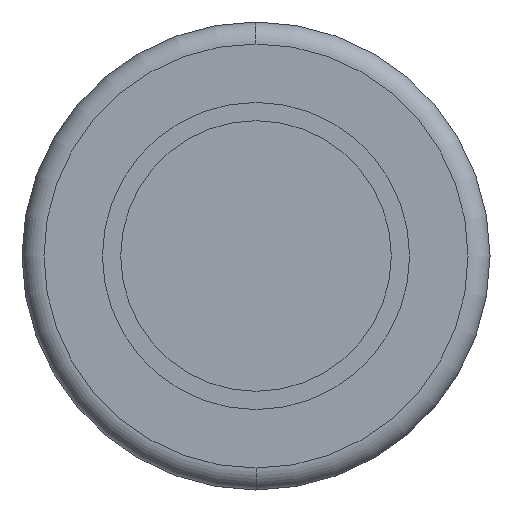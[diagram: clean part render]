
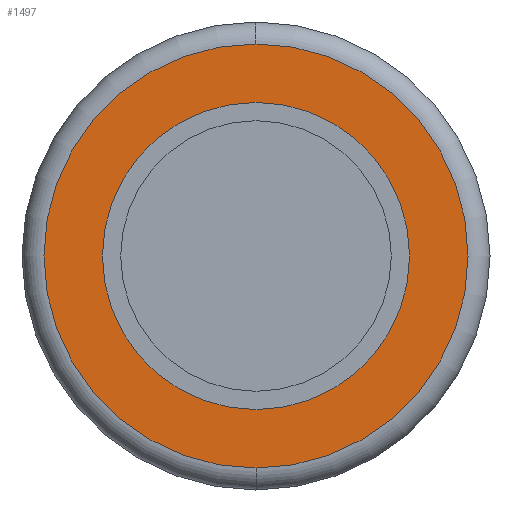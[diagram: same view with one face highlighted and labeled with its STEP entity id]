
A CAD part, left-side view. The second image highlights one B-rep face of the part: STEP entity #1497.
In plain terms, the highlighted planar face has unit normal (-1, 0, 0).
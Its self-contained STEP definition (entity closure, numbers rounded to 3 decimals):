
#38 = EDGE_LOOP ( 'NONE', ( #429, #903 ) ) ;
#41 = CARTESIAN_POINT ( 'NONE',  ( -20.771, 0., 29. ) ) ;
#106 = VERTEX_POINT ( 'NONE', #2054 ) ;
#137 = CARTESIAN_POINT ( 'NONE',  ( -20.771, 0., 0. ) ) ;
#255 = CIRCLE ( 'NONE', #1031, 29. ) ;
#335 = AXIS2_PLACEMENT_3D ( 'NONE', #865, #1871, #692 ) ;
#413 = CARTESIAN_POINT ( 'NONE',  ( -20.771, 32., 0. ) ) ;
#429 = ORIENTED_EDGE ( 'NONE', *, *, #1241, .F. ) ;
#433 = DIRECTION ( 'NONE',  ( -1., 0., 0. ) ) ;
#453 = VERTEX_POINT ( 'NONE', #1271 ) ;
#692 = DIRECTION ( 'NONE',  ( 0., 0., -1. ) ) ;
#763 = DIRECTION ( 'NONE',  ( 1., 0., 0. ) ) ;
#865 = CARTESIAN_POINT ( 'NONE',  ( -20.771, 0., 0. ) ) ;
#878 = DIRECTION ( 'NONE',  ( 0., 0., 1. ) ) ;
#890 = CARTESIAN_POINT ( 'NONE',  ( -20.771, 0., 20.4 ) ) ;
#903 = ORIENTED_EDGE ( 'NONE', *, *, #1154, .F. ) ;
#917 = FACE_OUTER_BOUND ( 'NONE', #1547, .T. ) ;
#1031 = AXIS2_PLACEMENT_3D ( 'NONE', #137, #1347, #1044 ) ;
#1044 = DIRECTION ( 'NONE',  ( 0., 0., -1. ) ) ;
#1146 = ORIENTED_EDGE ( 'NONE', *, *, #1691, .T. ) ;
#1154 = EDGE_CURVE ( 'NONE', #453, #2102, #1967, .T. ) ;
#1228 = AXIS2_PLACEMENT_3D ( 'NONE', #1713, #1880, #878 ) ;
#1241 = EDGE_CURVE ( 'NONE', #2102, #453, #1395, .T. ) ;
#1271 = CARTESIAN_POINT ( 'NONE',  ( -20.771, 0., -20.4 ) ) ;
#1347 = DIRECTION ( 'NONE',  ( -1., 0., 0. ) ) ;
#1395 = CIRCLE ( 'NONE', #1228, 20.4 ) ;
#1453 = CARTESIAN_POINT ( 'NONE',  ( -20.771, 0., 0. ) ) ;
#1497 = ADVANCED_FACE ( 'NONE', ( #917, #1667 ), #1772, .F. ) ;
#1547 = EDGE_LOOP ( 'NONE', ( #1146, #1910 ) ) ;
#1606 = EDGE_CURVE ( 'NONE', #2018, #106, #255, .T. ) ;
#1616 = DIRECTION ( 'NONE',  ( 0., 0., 1. ) ) ;
#1651 = AXIS2_PLACEMENT_3D ( 'NONE', #1453, #433, #1616 ) ;
#1667 = FACE_BOUND ( 'NONE', #38, .T. ) ;
#1691 = EDGE_CURVE ( 'NONE', #106, #2018, #1989, .T. ) ;
#1713 = CARTESIAN_POINT ( 'NONE',  ( -20.771, 0., 0. ) ) ;
#1772 = PLANE ( 'NONE',  #2139 ) ;
#1871 = DIRECTION ( 'NONE',  ( -1., 0., 0. ) ) ;
#1880 = DIRECTION ( 'NONE',  ( -1., 0., 0. ) ) ;
#1910 = ORIENTED_EDGE ( 'NONE', *, *, #1606, .T. ) ;
#1938 = DIRECTION ( 'NONE',  ( 0., 0., -1. ) ) ;
#1967 = CIRCLE ( 'NONE', #1651, 20.4 ) ;
#1989 = CIRCLE ( 'NONE', #335, 29. ) ;
#2018 = VERTEX_POINT ( 'NONE', #41 ) ;
#2054 = CARTESIAN_POINT ( 'NONE',  ( -20.771, 0., -29. ) ) ;
#2102 = VERTEX_POINT ( 'NONE', #890 ) ;
#2139 = AXIS2_PLACEMENT_3D ( 'NONE', #413, #763, #1938 ) ;
